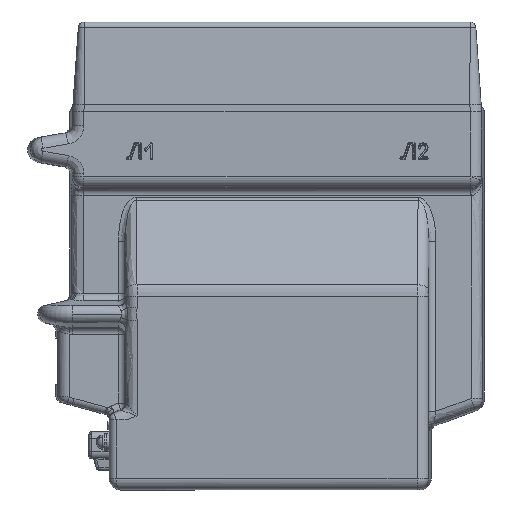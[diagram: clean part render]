
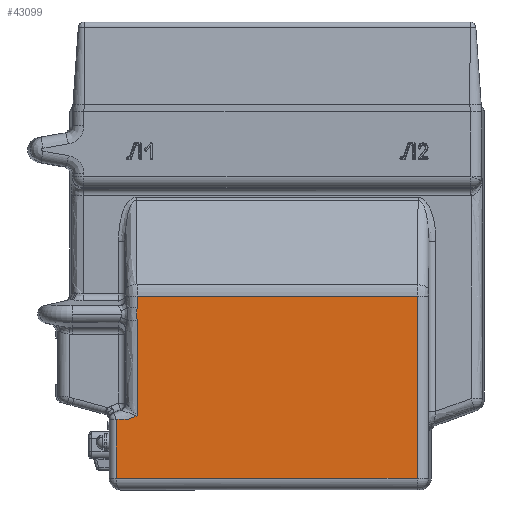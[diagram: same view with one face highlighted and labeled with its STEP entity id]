
A CAD part, top view. The second image highlights one B-rep face of the part: STEP entity #43099.
In plain terms, the highlighted planar face has unit normal (0, 0, 1).
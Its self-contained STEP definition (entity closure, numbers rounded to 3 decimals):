
#858 = VERTEX_POINT ( 'NONE', #40148 ) ;
#1005 = VERTEX_POINT ( 'NONE', #40295 ) ;
#1251 = VERTEX_POINT ( 'NONE', #40541 ) ;
#1572 = VERTEX_POINT ( 'NONE', #40861 ) ;
#3482 = AXIS2_PLACEMENT_3D ( 'NONE', #20497, #20505, #20506 ) ;
#7684 = CARTESIAN_POINT ( 'NONE',  ( -207.207, 137.741, 89. ) ) ;
#7719 = CARTESIAN_POINT ( 'NONE',  ( -222., 49.754, 89. ) ) ;
#7848 = CARTESIAN_POINT ( 'NONE',  ( -7.793, 8., 89. ) ) ;
#7927 = CARTESIAN_POINT ( 'NONE',  ( -207.207, 52.523, 89. ) ) ;
#8319 = B_SPLINE_CURVE_WITH_KNOTS ( 'NONE', 3,
 ( #12047, #12052, #12053, #12054, #12055, #12056, #12057 ),
 .UNSPECIFIED., .F., .F.,
 ( 4, 3, 4 ),
 ( 0.667, 0.786, 1. ),
 .UNSPECIFIED. ) ;
#8351 = B_SPLINE_CURVE_WITH_KNOTS ( 'NONE', 3,
 ( #10264, #10268, #10269, #10270 ),
 .UNSPECIFIED., .F., .F.,
 ( 4, 4 ),
 ( 0., 0.033 ),
 .UNSPECIFIED. ) ;
#8355 = B_SPLINE_CURVE_WITH_KNOTS ( 'NONE', 3,
 ( #10298, #10320, #10321, #10322, #10323, #10324, #10325 ),
 .UNSPECIFIED., .F., .F.,
 ( 4, 3, 4 ),
 ( 0.067, 0.313, 0.333 ),
 .UNSPECIFIED. ) ;
#8360 = B_SPLINE_CURVE_WITH_KNOTS ( 'NONE', 3,
 ( #10390, #10394, #10395, #10396, #10397, #10398, #10399, #10400, #10401, #10402, #10403, #10404, #10405, #10406, #10407, #10408, #10409, #10410, #10411, #10412, #10413 ),
 .UNSPECIFIED., .F., .F.,
 ( 4, 1, 1, 1, 1, 2, 2, 2, 1, 1, 1, 2, 2, 4 ),
 ( 0., 0.125, 0.188, 0.219, 0.234, 0.242, 0.25, 0.5, 0.625, 0.687, 0.719, 0.734, 0.75, 1. ),
 .UNSPECIFIED. ) ;
#8723 = EDGE_LOOP ( 'NONE', ( #46642, #46643, #46544, #46644, #46661, #46709, #46894, #46497 ) ) ;
#10264 = CARTESIAN_POINT ( 'NONE',  ( -207.207, 137.741, 89. ) ) ;
#10268 = CARTESIAN_POINT ( 'NONE',  ( -207.207, 134.971, 89. ) ) ;
#10269 = CARTESIAN_POINT ( 'NONE',  ( -207.207, 132.202, 89. ) ) ;
#10270 = CARTESIAN_POINT ( 'NONE',  ( -207.207, 129.432, 89. ) ) ;
#10298 = CARTESIAN_POINT ( 'NONE',  ( -207.207, 120.568, 89. ) ) ;
#10320 = CARTESIAN_POINT ( 'NONE',  ( -207.207, 99.645, 89. ) ) ;
#10321 = CARTESIAN_POINT ( 'NONE',  ( -207.207, 78.722, 89. ) ) ;
#10322 = CARTESIAN_POINT ( 'NONE',  ( -207.207, 57.8, 89. ) ) ;
#10323 = CARTESIAN_POINT ( 'NONE',  ( -207.207, 56.041, 89. ) ) ;
#10324 = CARTESIAN_POINT ( 'NONE',  ( -207.207, 54.282, 89. ) ) ;
#10325 = CARTESIAN_POINT ( 'NONE',  ( -207.207, 52.523, 89. ) ) ;
#10390 = CARTESIAN_POINT ( 'NONE',  ( -207.207, 129.432, 89. ) ) ;
#10394 = CARTESIAN_POINT ( 'NONE',  ( -207.207, 129.181, 89. ) ) ;
#10395 = CARTESIAN_POINT ( 'NONE',  ( -207.22, 128.715, 89. ) ) ;
#10396 = CARTESIAN_POINT ( 'NONE',  ( -207.258, 128.017, 89. ) ) ;
#10397 = CARTESIAN_POINT ( 'NONE',  ( -207.282, 127.63, 89. ) ) ;
#10398 = CARTESIAN_POINT ( 'NONE',  ( -207.296, 127.426, 89. ) ) ;
#10399 = CARTESIAN_POINT ( 'NONE',  ( -207.302, 127.337, 89. ) ) ;
#10400 = CARTESIAN_POINT ( 'NONE',  ( -207.307, 127.277, 89. ) ) ;
#10401 = CARTESIAN_POINT ( 'NONE',  ( -207.309, 127.245, 89. ) ) ;
#10402 = CARTESIAN_POINT ( 'NONE',  ( -207.378, 126.278, 89. ) ) ;
#10403 = CARTESIAN_POINT ( 'NONE',  ( -207.411, 125.538, 89. ) ) ;
#10404 = CARTESIAN_POINT ( 'NONE',  ( -207.411, 124.731, 89. ) ) ;
#10405 = CARTESIAN_POINT ( 'NONE',  ( -207.399, 124.252, 89. ) ) ;
#10406 = CARTESIAN_POINT ( 'NONE',  ( -207.362, 123.562, 89. ) ) ;
#10407 = CARTESIAN_POINT ( 'NONE',  ( -207.338, 123.184, 89. ) ) ;
#10408 = CARTESIAN_POINT ( 'NONE',  ( -207.327, 123.015, 89. ) ) ;
#10409 = CARTESIAN_POINT ( 'NONE',  ( -207.319, 122.901, 89. ) ) ;
#10410 = CARTESIAN_POINT ( 'NONE',  ( -207.315, 122.845, 89. ) ) ;
#10411 = CARTESIAN_POINT ( 'NONE',  ( -207.241, 121.809, 89. ) ) ;
#10412 = CARTESIAN_POINT ( 'NONE',  ( -207.207, 121.07, 89. ) ) ;
#10413 = CARTESIAN_POINT ( 'NONE',  ( -207.207, 120.568, 89. ) ) ;
#11595 = CARTESIAN_POINT ( 'NONE',  ( 0., 8., 89. ) ) ;
#11596 = DIRECTION ( 'NONE',  ( 1., 0., 0. ) ) ;
#11678 = CARTESIAN_POINT ( 'NONE',  ( -7.793, 142., 89. ) ) ;
#11679 = DIRECTION ( 'NONE',  ( 0., 1., 0. ) ) ;
#11998 = CARTESIAN_POINT ( 'NONE',  ( -222., 8., 89. ) ) ;
#11999 = DIRECTION ( 'NONE',  ( 0., -1., 0. ) ) ;
#12047 = CARTESIAN_POINT ( 'NONE',  ( -207.207, 52.523, 89. ) ) ;
#12052 = CARTESIAN_POINT ( 'NONE',  ( -208.84, 51.87, 89. ) ) ;
#12053 = CARTESIAN_POINT ( 'NONE',  ( -210.473, 51.217, 89. ) ) ;
#12054 = CARTESIAN_POINT ( 'NONE',  ( -212.106, 50.564, 89. ) ) ;
#12055 = CARTESIAN_POINT ( 'NONE',  ( -215.042, 49.389, 89. ) ) ;
#12056 = CARTESIAN_POINT ( 'NONE',  ( -219.064, 50.928, 89. ) ) ;
#12057 = CARTESIAN_POINT ( 'NONE',  ( -222., 49.754, 89. ) ) ;
#13745 = CARTESIAN_POINT ( 'NONE',  ( -219., 137.741, 89. ) ) ;
#13753 = DIRECTION ( 'NONE',  ( -1., 0., 0. ) ) ;
#18996 = FACE_OUTER_BOUND ( 'NONE', #8723, .T. ) ;
#19611 = LINE ( 'NONE', #13745, #19613 ) ;
#19613 = VECTOR ( 'NONE', #13753, 1000. ) ;
#19737 = VECTOR ( 'NONE', #11596, 1000. ) ;
#19738 = LINE ( 'NONE', #11595, #19737 ) ;
#19744 = LINE ( 'NONE', #11678, #19746 ) ;
#19746 = VECTOR ( 'NONE', #11679, 1000. ) ;
#19806 = LINE ( 'NONE', #11998, #19816 ) ;
#19816 = VECTOR ( 'NONE', #11999, 1000. ) ;
#20497 = CARTESIAN_POINT ( 'NONE',  ( -219., 8., 89. ) ) ;
#20502 = PLANE ( 'NONE',  #3482 ) ;
#20505 = DIRECTION ( 'NONE',  ( 0., 0., 1. ) ) ;
#20506 = DIRECTION ( 'NONE',  ( 1., 0., 0. ) ) ;
#40148 = CARTESIAN_POINT ( 'NONE',  ( -207.207, 129.432, 89. ) ) ;
#40295 = CARTESIAN_POINT ( 'NONE',  ( -207.207, 120.568, 89. ) ) ;
#40541 = CARTESIAN_POINT ( 'NONE',  ( -7.793, 137.741, 89. ) ) ;
#40861 = CARTESIAN_POINT ( 'NONE',  ( -222., 8., 89. ) ) ;
#43099 = ADVANCED_FACE ( 'NONE', ( #18996 ), #20502, .T. ) ;
#46497 = ORIENTED_EDGE ( 'NONE', *, *, #48214, .T. ) ;
#46544 = ORIENTED_EDGE ( 'NONE', *, *, #47960, .T. ) ;
#46642 = ORIENTED_EDGE ( 'NONE', *, *, #48192, .T. ) ;
#46643 = ORIENTED_EDGE ( 'NONE', *, *, #47982, .T. ) ;
#46644 = ORIENTED_EDGE ( 'NONE', *, *, #47880, .T. ) ;
#46661 = ORIENTED_EDGE ( 'NONE', *, *, #47892, .T. ) ;
#46709 = ORIENTED_EDGE ( 'NONE', *, *, #47757, .T. ) ;
#46894 = ORIENTED_EDGE ( 'NONE', *, *, #48185, .T. ) ;
#47757 = EDGE_CURVE ( 'NONE', #1251, #48603, #19611, .T. ) ;
#47880 = EDGE_CURVE ( 'NONE', #1572, #48659, #19738, .T. ) ;
#47892 = EDGE_CURVE ( 'NONE', #48659, #1251, #19744, .T. ) ;
#47960 = EDGE_CURVE ( 'NONE', #48632, #1572, #19806, .T. ) ;
#47982 = EDGE_CURVE ( 'NONE', #48673, #48632, #8319, .T. ) ;
#48185 = EDGE_CURVE ( 'NONE', #48603, #858, #8351, .T. ) ;
#48192 = EDGE_CURVE ( 'NONE', #1005, #48673, #8355, .T. ) ;
#48214 = EDGE_CURVE ( 'NONE', #858, #1005, #8360, .T. ) ;
#48603 = VERTEX_POINT ( 'NONE', #7684 ) ;
#48632 = VERTEX_POINT ( 'NONE', #7719 ) ;
#48659 = VERTEX_POINT ( 'NONE', #7848 ) ;
#48673 = VERTEX_POINT ( 'NONE', #7927 ) ;
